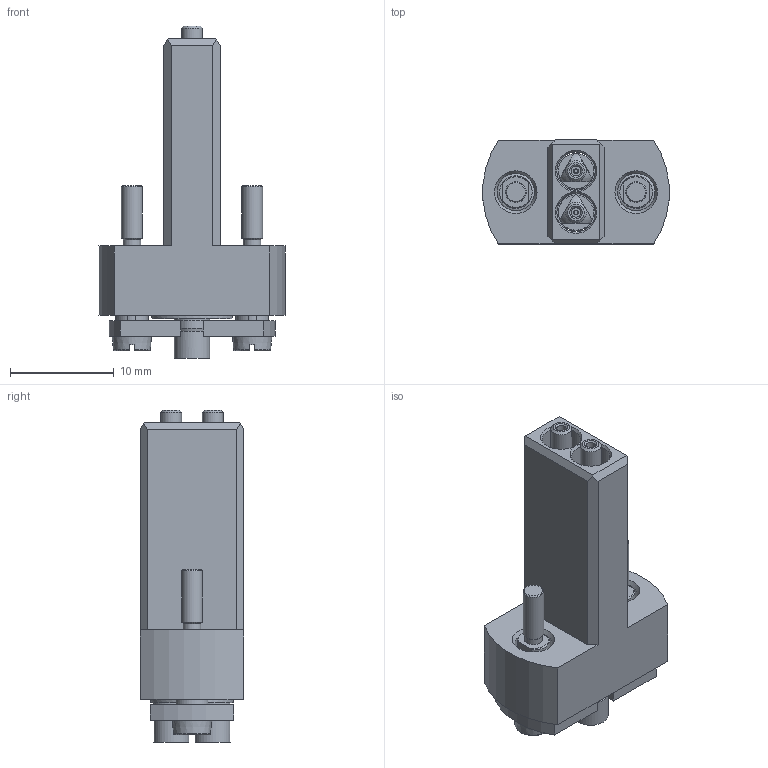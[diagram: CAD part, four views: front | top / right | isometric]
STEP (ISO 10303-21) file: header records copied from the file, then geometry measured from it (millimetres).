
FILE_DESCRIPTION (( 'STEP AP214' ), '1' );
FILE_NAME ('HF77-0002BG02-1~-a.STEP', '2021-11-03T13:38:52', ( 'first' ), ( 'Hewlett-Packard Company' ), 'SwSTEP 2.0', 'SolidWorks 2020', '' );
FILE_SCHEMA (( 'AUTOMOTIVE_DESIGN' ));
Length unit declared in the file: millimetre
Products named in the file (1): HF77-0002BG02-1~-a
Bounding box: 17.94 x 10 x 32 mm (x, y, z)
Volume: 2175.8 mm3; surface area: 3506.7 mm2
Topology: 8 solids, 8 shells, 233 faces, 563 edges, 359 vertices
Faces by surface type: plane 114, cylinder 63, cone 46, torus 6, bspline 2, sphere 2
Full cylindrical faces by diameter (mm): 0.31 x2, 0.45 x2, 0.92 x2, 1.05 x1, 1.6 x2, 1.7 x2, 2 x6, 2.05 x2, 2.12 x2, 2.18 x2, 2.2 x4, 2.23 x2, 2.5 x2, 2.8 x2, 2.95 x2, 3.15 x4, 3.4 x6, 3.6 x2, 3.7 x2, 3.75 x2
Entity records: 10323 total; most frequent: CARTESIAN_POINT 2785, DIRECTION 1070, ORIENTED_EDGE 850, AXIS2_PLACEMENT_3D 447, EDGE_CURVE 425, EDGE_LOOP 363, VERTEX_POINT 318, FACE_OUTER_BOUND 286
